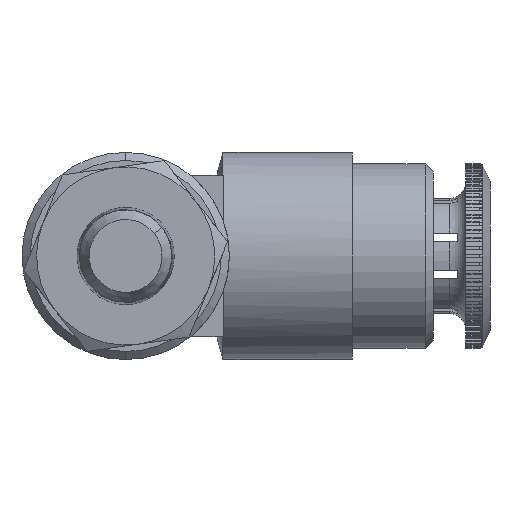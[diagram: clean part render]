
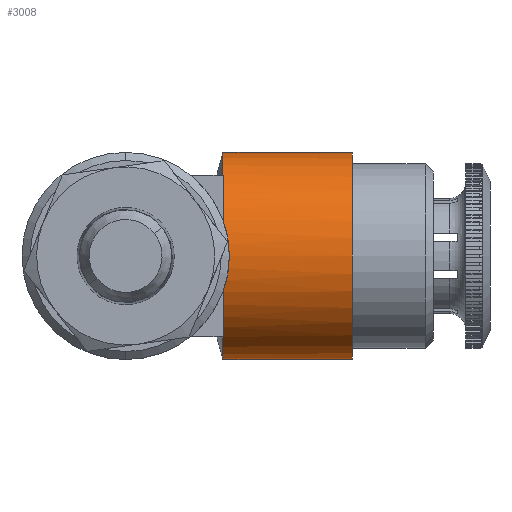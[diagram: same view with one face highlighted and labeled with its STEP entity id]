
A CAD part, front view. The second image highlights one B-rep face of the part: STEP entity #3008.
In plain terms, the highlighted cylindrical face has radius 6.4 mm (diameter 12.8 mm), a partial arc.
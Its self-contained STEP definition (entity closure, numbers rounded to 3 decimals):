
#1430 = VERTEX_POINT ( 'NONE', #7617 ) ;
#1434 = VERTEX_POINT ( 'NONE', #7633 ) ;
#1435 = VERTEX_POINT ( 'NONE', #7634 ) ;
#1437 = VERTEX_POINT ( 'NONE', #7636 ) ;
#1438 = VERTEX_POINT ( 'NONE', #7637 ) ;
#1441 = VERTEX_POINT ( 'NONE', #7640 ) ;
#1994 = CARTESIAN_POINT ( 'NONE',  ( -13.491, -6.009, 2.202 ) ) ;
#1995 = DIRECTION ( 'NONE',  ( 0., 0., -1. ) ) ;
#1996 = CARTESIAN_POINT ( 'NONE',  ( 0., 0., 0. ) ) ;
#2000 = DIRECTION ( 'NONE',  ( 1., 0., 0. ) ) ;
#2575 = ORIENTED_EDGE ( 'NONE', *, *, #8074, .F. ) ;
#2576 = ORIENTED_EDGE ( 'NONE', *, *, #8112, .T. ) ;
#2577 = ORIENTED_EDGE ( 'NONE', *, *, #8113, .F. ) ;
#2578 = ORIENTED_EDGE ( 'NONE', *, *, #8114, .F. ) ;
#2579 = ORIENTED_EDGE ( 'NONE', *, *, #8115, .F. ) ;
#2580 = ORIENTED_EDGE ( 'NONE', *, *, #8116, .T. ) ;
#2581 = ORIENTED_EDGE ( 'NONE', *, *, #8079, .F. ) ;
#2582 = ORIENTED_EDGE ( 'NONE', *, *, #8117, .T. ) ;
#2583 = ORIENTED_EDGE ( 'NONE', *, *, #8118, .F. ) ;
#2584 = ORIENTED_EDGE ( 'NONE', *, *, #8119, .F. ) ;
#2585 = ORIENTED_EDGE ( 'NONE', *, *, #8120, .T. ) ;
#2586 = ORIENTED_EDGE ( 'NONE', *, *, #8073, .T. ) ;
#2587 = ORIENTED_EDGE ( 'NONE', *, *, #8076, .T. ) ;
#2588 = ORIENTED_EDGE ( 'NONE', *, *, #8121, .T. ) ;
#2649 = VERTEX_POINT ( 'NONE', #1994 ) ;
#3008 = ADVANCED_FACE ( 'NONE', ( #4262 ), #4257, .T. ) ;
#3239 = VERTEX_POINT ( 'NONE', #6287 ) ;
#3489 = VERTEX_POINT ( 'NONE', #6303 ) ;
#3490 = VERTEX_POINT ( 'NONE', #6304 ) ;
#3491 = VERTEX_POINT ( 'NONE', #6305 ) ;
#3492 = VERTEX_POINT ( 'NONE', #6306 ) ;
#3499 = VERTEX_POINT ( 'NONE', #6313 ) ;
#3500 = VERTEX_POINT ( 'NONE', #6314 ) ;
#3518 =( BOUNDED_CURVE ( )  B_SPLINE_CURVE ( 3, ( #6782, #6783, #6787, #6788 ),
 .UNSPECIFIED., .F., .F. ) 
 B_SPLINE_CURVE_WITH_KNOTS ( ( 4, 4 ),
 ( 5.932, 6.634 ),
 .UNSPECIFIED. ) 
 CURVE ( )  GEOMETRIC_REPRESENTATION_ITEM ( )  RATIONAL_B_SPLINE_CURVE ( ( 1., 0.959, 0.959, 1. ) ) 
 REPRESENTATION_ITEM ( '' )  );
#4257 = CYLINDRICAL_SURFACE ( 'NONE', #8371, 6.4 ) ;
#4262 = FACE_OUTER_BOUND ( 'NONE', #14406, .T. ) ;
#5516 = LINE ( 'NONE', #6772, #5524 ) ;
#5520 = CIRCLE ( 'NONE', #5942, 6.4 ) ;
#5524 = VECTOR ( 'NONE', #6766, 1000. ) ;
#5525 = LINE ( 'NONE', #6776, #5527 ) ;
#5527 = VECTOR ( 'NONE', #6771, 1000. ) ;
#5574 = CIRCLE ( 'NONE', #5961, 6.4 ) ;
#5579 = CIRCLE ( 'NONE', #5960, 6.4 ) ;
#5580 = LINE ( 'NONE', #6865, #5582 ) ;
#5581 = LINE ( 'NONE', #6874, #5585 ) ;
#5582 = VECTOR ( 'NONE', #6866, 1000. ) ;
#5583 = CIRCLE ( 'NONE', #5962, 6.4 ) ;
#5584 = CIRCLE ( 'NONE', #5964, 6.4 ) ;
#5585 = VECTOR ( 'NONE', #6873, 1000. ) ;
#5586 = CIRCLE ( 'NONE', #5963, 6.4 ) ;
#5587 = LINE ( 'NONE', #6878, #5589 ) ;
#5588 = LINE ( 'NONE', #6888, #5592 ) ;
#5589 = VECTOR ( 'NONE', #6879, 1000. ) ;
#5591 = CIRCLE ( 'NONE', #5965, 6.4 ) ;
#5592 = VECTOR ( 'NONE', #6886, 1000. ) ;
#5942 = AXIS2_PLACEMENT_3D ( 'NONE', #6773, #6774, #6775 ) ;
#5960 = AXIS2_PLACEMENT_3D ( 'NONE', #6870, #6871, #6872 ) ;
#5961 = AXIS2_PLACEMENT_3D ( 'NONE', #6875, #6876, #6877 ) ;
#5962 = AXIS2_PLACEMENT_3D ( 'NONE', #6880, #6881, #6882 ) ;
#5963 = AXIS2_PLACEMENT_3D ( 'NONE', #6883, #6884, #6885 ) ;
#5964 = AXIS2_PLACEMENT_3D ( 'NONE', #6889, #6890, #6891 ) ;
#5965 = AXIS2_PLACEMENT_3D ( 'NONE', #6894, #6895, #6896 ) ;
#6287 = CARTESIAN_POINT ( 'NONE',  ( -13.491, -3.995, 5. ) ) ;
#6303 = CARTESIAN_POINT ( 'NONE',  ( -13.491, -3.995, -5. ) ) ;
#6304 = CARTESIAN_POINT ( 'NONE',  ( -13.491, 0., -6.4 ) ) ;
#6305 = CARTESIAN_POINT ( 'NONE',  ( -13.491, 0., 6.4 ) ) ;
#6306 = CARTESIAN_POINT ( 'NONE',  ( -5.5, 0., 6.4 ) ) ;
#6313 = CARTESIAN_POINT ( 'NONE',  ( -5.5, 0., -6.4 ) ) ;
#6314 = CARTESIAN_POINT ( 'NONE',  ( -13.491, -6.009, -2.202 ) ) ;
#6766 = DIRECTION ( 'NONE',  ( 1., 0., 0. ) ) ;
#6771 = DIRECTION ( 'NONE',  ( 1., 0., 0. ) ) ;
#6772 = CARTESIAN_POINT ( 'NONE',  ( 0., 0., 6.4 ) ) ;
#6773 = CARTESIAN_POINT ( 'NONE',  ( -13.491, 0., 0. ) ) ;
#6774 = DIRECTION ( 'NONE',  ( 1., 0., 0. ) ) ;
#6775 = DIRECTION ( 'NONE',  ( 0., 0., -1. ) ) ;
#6776 = CARTESIAN_POINT ( 'NONE',  ( 0., 0., -6.4 ) ) ;
#6782 = CARTESIAN_POINT ( 'NONE',  ( -13.491, -6.009, -2.202 ) ) ;
#6783 = CARTESIAN_POINT ( 'NONE',  ( -12.964, -6.536, -0.765 ) ) ;
#6787 = CARTESIAN_POINT ( 'NONE',  ( -12.964, -6.536, 0.765 ) ) ;
#6788 = CARTESIAN_POINT ( 'NONE',  ( -13.491, -6.009, 2.202 ) ) ;
#6865 = CARTESIAN_POINT ( 'NONE',  ( 0., -3.995, 5. ) ) ;
#6866 = DIRECTION ( 'NONE',  ( -1., 0., 0. ) ) ;
#6870 = CARTESIAN_POINT ( 'NONE',  ( -13.491, 0., 0. ) ) ;
#6871 = DIRECTION ( 'NONE',  ( 1., 0., 0. ) ) ;
#6872 = DIRECTION ( 'NONE',  ( 0., 0., -1. ) ) ;
#6873 = DIRECTION ( 'NONE',  ( 1., 0., 0. ) ) ;
#6874 = CARTESIAN_POINT ( 'NONE',  ( 0., -6.004, 2.217 ) ) ;
#6875 = CARTESIAN_POINT ( 'NONE',  ( -13.484, 0., 0. ) ) ;
#6876 = DIRECTION ( 'NONE',  ( -1., 0., 0. ) ) ;
#6877 = DIRECTION ( 'NONE',  ( 0., 0., -1. ) ) ;
#6878 = CARTESIAN_POINT ( 'NONE',  ( 0., -6.004, -2.217 ) ) ;
#6879 = DIRECTION ( 'NONE',  ( -1., 0., 0. ) ) ;
#6880 = CARTESIAN_POINT ( 'NONE',  ( -13.491, 0., 0. ) ) ;
#6881 = DIRECTION ( 'NONE',  ( 1., 0., 0. ) ) ;
#6882 = DIRECTION ( 'NONE',  ( 0., 0., -1. ) ) ;
#6883 = CARTESIAN_POINT ( 'NONE',  ( -13.491, 0., 0. ) ) ;
#6884 = DIRECTION ( 'NONE',  ( 1., 0., 0. ) ) ;
#6885 = DIRECTION ( 'NONE',  ( 0., 0., -1. ) ) ;
#6886 = DIRECTION ( 'NONE',  ( -1., 0., 0. ) ) ;
#6888 = CARTESIAN_POINT ( 'NONE',  ( 0., -3.995, -5. ) ) ;
#6889 = CARTESIAN_POINT ( 'NONE',  ( -13.484, 0., 0. ) ) ;
#6890 = DIRECTION ( 'NONE',  ( -1., 0., 0. ) ) ;
#6891 = DIRECTION ( 'NONE',  ( 0., 0., -1. ) ) ;
#6894 = CARTESIAN_POINT ( 'NONE',  ( -5.5, 0., 0. ) ) ;
#6895 = DIRECTION ( 'NONE',  ( -1., 0., 0. ) ) ;
#6896 = DIRECTION ( 'NONE',  ( 0., 0., -1. ) ) ;
#7617 = CARTESIAN_POINT ( 'NONE',  ( -13.484, -6.004, 2.217 ) ) ;
#7633 = CARTESIAN_POINT ( 'NONE',  ( -13.484, -3.995, 5. ) ) ;
#7634 = CARTESIAN_POINT ( 'NONE',  ( -13.491, -6.004, 2.217 ) ) ;
#7636 = CARTESIAN_POINT ( 'NONE',  ( -13.491, -6.004, -2.217 ) ) ;
#7637 = CARTESIAN_POINT ( 'NONE',  ( -13.484, -3.995, -5. ) ) ;
#7640 = CARTESIAN_POINT ( 'NONE',  ( -13.484, -6.004, -2.217 ) ) ;
#8073 = EDGE_CURVE ( 'NONE', #3489, #3490, #5520, .T. ) ;
#8074 = EDGE_CURVE ( 'NONE', #3491, #3492, #5516, .T. ) ;
#8076 = EDGE_CURVE ( 'NONE', #3490, #3499, #5525, .T. ) ;
#8079 = EDGE_CURVE ( 'NONE', #3500, #2649, #3518, .T. ) ;
#8112 = EDGE_CURVE ( 'NONE', #3491, #3239, #5579, .T. ) ;
#8113 = EDGE_CURVE ( 'NONE', #1434, #3239, #5580, .T. ) ;
#8114 = EDGE_CURVE ( 'NONE', #1430, #1434, #5574, .T. ) ;
#8115 = EDGE_CURVE ( 'NONE', #1435, #1430, #5581, .T. ) ;
#8116 = EDGE_CURVE ( 'NONE', #1435, #2649, #5583, .T. ) ;
#8117 = EDGE_CURVE ( 'NONE', #3500, #1437, #5586, .T. ) ;
#8118 = EDGE_CURVE ( 'NONE', #1441, #1437, #5587, .T. ) ;
#8119 = EDGE_CURVE ( 'NONE', #1438, #1441, #5584, .T. ) ;
#8120 = EDGE_CURVE ( 'NONE', #1438, #3489, #5588, .T. ) ;
#8121 = EDGE_CURVE ( 'NONE', #3499, #3492, #5591, .T. ) ;
#8371 = AXIS2_PLACEMENT_3D ( 'NONE', #1996, #2000, #1995 ) ;
#14406 = EDGE_LOOP ( 'NONE', ( #2575, #2576, #2577, #2578, #2579, #2580, #2581, #2582, #2583, #2584, #2585, #2586, #2587, #2588 ) ) ;
